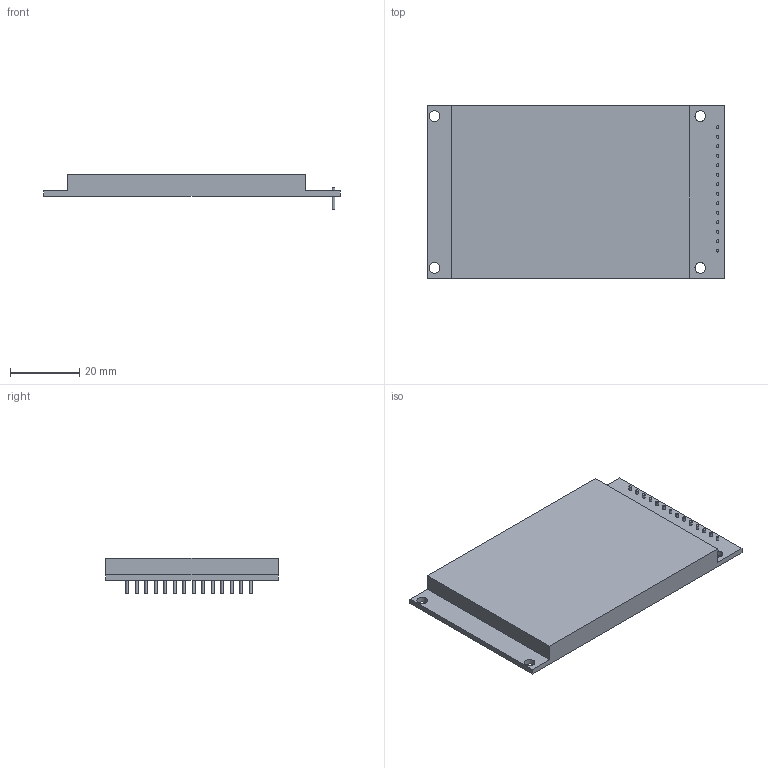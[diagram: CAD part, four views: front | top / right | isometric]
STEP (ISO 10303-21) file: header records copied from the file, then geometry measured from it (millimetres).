
FILE_DESCRIPTION(/* description */ (''),/* implementation_level */ '2;1');
FILE_NAME(/* name */ '2.8 display.step',/* time_stamp */ '2025-04-01T18:57:17+02:00',/* author */ (''),/* organization */ (''),/* preprocessor_version */ 'ST-DEVELOPER v20',/* originating_system */ 'Autodesk Translation Framework v13.20.0.188',/* authorisation */ '');
FILE_SCHEMA (('AUTOMOTIVE_DESIGN { 1 0 10303 214 3 1 1 }'));
Length unit declared in the file: millimetre
Products named in the file (1): (Niezapisany)
Bounding box: 86 x 50 x 10.3 mm (x, y, z)
Volume: 23426.2 mm3; surface area: 10352 mm2
Topology: 1 solids, 1 shells, 70 faces, 120 edges, 80 vertices
Faces by surface type: plane 38, cylinder 32
Full cylindrical faces by diameter (mm): 0.8 x28, 3.1 x4
Entity records: 1796 total; most frequent: DIRECTION 326, CARTESIAN_POINT 271, ORIENTED_EDGE 240, AXIS2_PLACEMENT_3D 135, EDGE_CURVE 120, EDGE_LOOP 106, VERTEX_POINT 80, FACE_OUTER_BOUND 70
